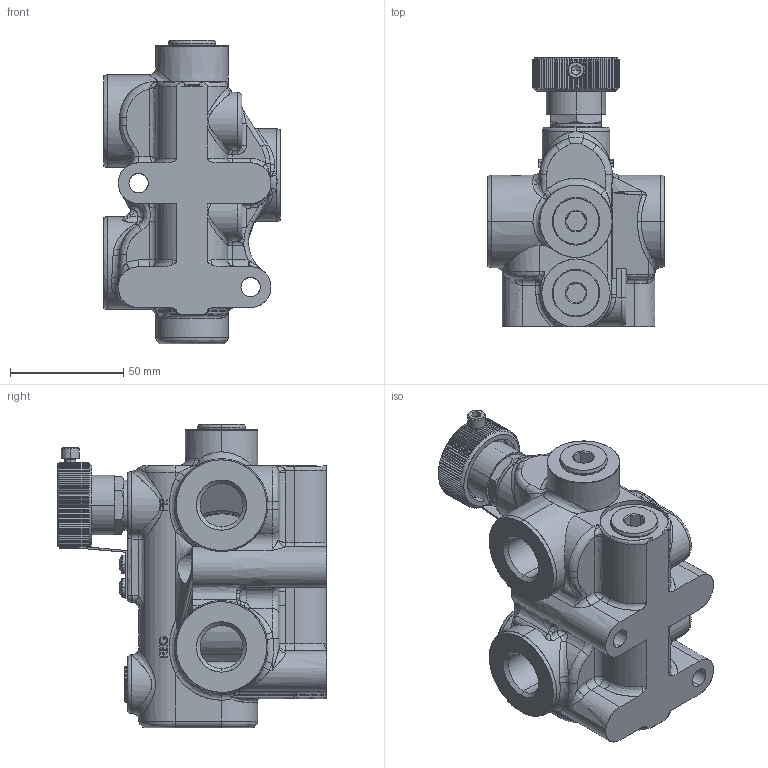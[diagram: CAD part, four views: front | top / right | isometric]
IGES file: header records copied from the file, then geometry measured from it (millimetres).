
Start section: SolidWorks IGES file using analytic representation for surfaces
Global section: file name: TSK6148-004.IGS; native system: SolidWorks 2016; preprocessor: SolidWorks 2016; author: pcw; date: 171201.121301; units: millimetre
Bounding box: 77.91 x 119.09 x 134.42 mm (x, y, z)
Surface area: 61652.7 mm2 (no closed solid volume)
Topology: 0 solids, 0 shells, 834 faces, 9929 edges, 9915 vertices
Faces by surface type: bspline 603, revolution 231
